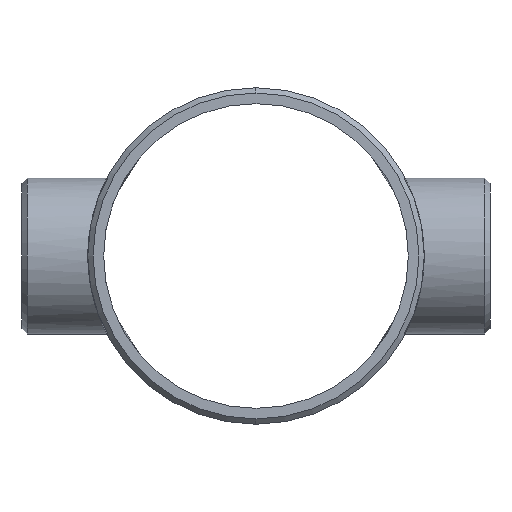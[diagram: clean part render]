
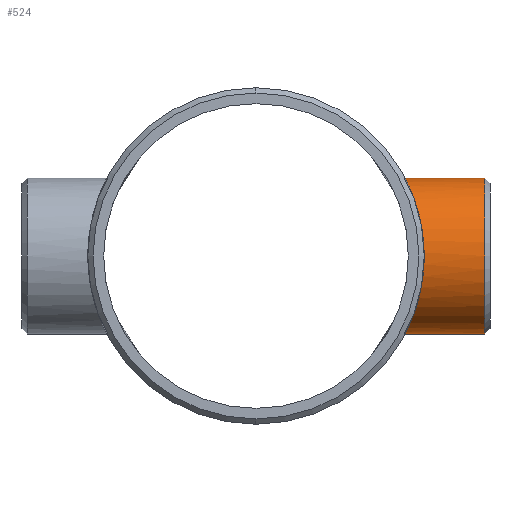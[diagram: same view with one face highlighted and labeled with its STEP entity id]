
A CAD part, left-side view. The second image highlights one B-rep face of the part: STEP entity #524.
In plain terms, the highlighted cylindrical face has radius 50.8 mm (diameter 101.6 mm), a partial arc.
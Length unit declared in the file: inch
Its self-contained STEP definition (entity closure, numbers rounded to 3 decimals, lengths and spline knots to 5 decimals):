
#2 = CARTESIAN_POINT ( 'NONE',  ( -1.98292, -4.3046, -0.26296 ) ) ;
#32 = CARTESIAN_POINT ( 'NONE',  ( -0.83223, -3.91017, 1.81892 ) ) ;
#39 = CARTESIAN_POINT ( 'NONE',  ( 0., -6., -2. ) ) ;
#44 = EDGE_CURVE ( 'NONE', #639, #679, #1066, .T. ) ;
#54 = LINE ( 'NONE', #431, #1188 ) ;
#65 = CARTESIAN_POINT ( 'NONE',  ( -1.69582, -4.18, -1.06225 ) ) ;
#87 = CARTESIAN_POINT ( 'NONE',  ( -1.29546, -4.03427, 1.52408 ) ) ;
#97 = CARTESIAN_POINT ( 'NONE',  ( -1.89583, -4.26494, -0.65038 ) ) ;
#105 = CARTESIAN_POINT ( 'NONE',  ( -1.7288, -4.19359, 1.00614 ) ) ;
#115 = VECTOR ( 'NONE', #830, 39.37008 ) ;
#135 = CARTESIAN_POINT ( 'NONE',  ( -0.36352, -3.83781, 1.96696 ) ) ;
#153 = CARTESIAN_POINT ( 'NONE',  ( -1.79104, -4.21964, -0.89064 ) ) ;
#160 = CARTESIAN_POINT ( 'NONE',  ( -1.97262, -4.29987, 0.33149 ) ) ;
#178 = EDGE_CURVE ( 'NONE', #804, #639, #54, .T. ) ;
#185 = CARTESIAN_POINT ( 'NONE',  ( -1.99667, -4.31095, 0.13315 ) ) ;
#191 = CARTESIAN_POINT ( 'NONE',  ( -1.93394, -4.2822, 0.52674 ) ) ;
#199 = CARTESIAN_POINT ( 'NONE',  ( -1.67764, -4.17275, 1.0893 ) ) ;
#226 = CARTESIAN_POINT ( 'NONE',  ( 0., -3.82069, 2. ) ) ;
#259 = CARTESIAN_POINT ( 'NONE',  ( -1.96681, -4.29721, 0.36434 ) ) ;
#282 = CARTESIAN_POINT ( 'NONE',  ( -0.26744, -3.82946, -1.98317 ) ) ;
#289 = CARTESIAN_POINT ( 'NONE',  ( -1.3916, -4.06617, 1.43683 ) ) ;
#298 = CARTESIAN_POINT ( 'NONE',  ( -1.58754, -4.13685, -1.2233 ) ) ;
#301 = AXIS2_PLACEMENT_3D ( 'NONE', #631, #755, #636 ) ;
#339 = ORIENTED_EDGE ( 'NONE', *, *, #650, .F. ) ;
#349 = CARTESIAN_POINT ( 'NONE',  ( -0.26504, -3.82973, 1.98264 ) ) ;
#353 = CARTESIAN_POINT ( 'NONE',  ( -1.22045, -4.0106, 1.58578 ) ) ;
#362 = CARTESIAN_POINT ( 'NONE',  ( -0.65099, -3.87394, -1.89561 ) ) ;
#393 = CARTESIAN_POINT ( 'NONE',  ( -0.13418, -3.82246, -1.99662 ) ) ;
#398 = CARTESIAN_POINT ( 'NONE',  ( -1.93447, -4.28244, -0.52491 ) ) ;
#431 = CARTESIAN_POINT ( 'NONE',  ( 0., -6., 2. ) ) ;
#437 = DIRECTION ( 'NONE',  ( 0., 1., 0. ) ) ;
#449 = CARTESIAN_POINT ( 'NONE',  ( -1.5057, -4.10578, 1.3227 ) ) ;
#457 = CARTESIAN_POINT ( 'NONE',  ( -1.50561, -4.10573, -1.32291 ) ) ;
#459 = CARTESIAN_POINT ( 'NONE',  ( 0., -5.86467, -2. ) ) ;
#469 = CARTESIAN_POINT ( 'NONE',  ( 0., -5.86467, 0. ) ) ;
#479 = AXIS2_PLACEMENT_3D ( 'NONE', #469, #1146, #761 ) ;
#485 = CARTESIAN_POINT ( 'NONE',  ( -1.222, -4.01004, -1.58849 ) ) ;
#490 = CARTESIAN_POINT ( 'NONE',  ( -1.79178, -4.21987, 0.89098 ) ) ;
#523 = CARTESIAN_POINT ( 'NONE',  ( -0.52539, -3.85449, 1.93428 ) ) ;
#524 = ADVANCED_FACE ( 'NONE', ( #850 ), #542, .T. ) ;
#529 = CARTESIAN_POINT ( 'NONE',  ( 0., -3.82069, 2. ) ) ;
#542 = CYLINDRICAL_SURFACE ( 'NONE', #301, 2. ) ;
#544 = CARTESIAN_POINT ( 'NONE',  ( -1.32007, -4.04224, 1.50282 ) ) ;
#550 = CARTESIAN_POINT ( 'NONE',  ( -1.9826, -4.30446, 0.26536 ) ) ;
#583 = CARTESIAN_POINT ( 'NONE',  ( -1.32147, -4.04184, -1.50687 ) ) ;
#593 = CARTESIAN_POINT ( 'NONE',  ( -1.97305, -4.30007, -0.32891 ) ) ;
#605 = EDGE_LOOP ( 'NONE', ( #646, #1046, #1263, #339 ) ) ;
#621 = CARTESIAN_POINT ( 'NONE',  ( -0.13219, -3.8224, 1.99674 ) ) ;
#631 = CARTESIAN_POINT ( 'NONE',  ( 0., -6., 0. ) ) ;
#636 = DIRECTION ( 'NONE',  ( 0., 0., -1. ) ) ;
#637 = CARTESIAN_POINT ( 'NONE',  ( 0., -3.82069, -2. ) ) ;
#639 = VERTEX_POINT ( 'NONE', #529 ) ;
#645 = CARTESIAN_POINT ( 'NONE',  ( -0.89134, -3.92318, 1.7907 ) ) ;
#646 = ORIENTED_EDGE ( 'NONE', *, *, #1158, .T. ) ;
#650 = EDGE_CURVE ( 'NONE', #1145, #679, #920, .T. ) ;
#669 = CARTESIAN_POINT ( 'NONE',  ( -1.81931, -4.23171, -0.83138 ) ) ;
#675 = CARTESIAN_POINT ( 'NONE',  ( -1.06156, -3.96509, 1.69625 ) ) ;
#679 = VERTEX_POINT ( 'NONE', #955 ) ;
#684 = CARTESIAN_POINT ( 'NONE',  ( -1.6951, -4.17981, 1.06193 ) ) ;
#734 = CARTESIAN_POINT ( 'NONE',  ( -0.33087, -3.83485, 1.97272 ) ) ;
#746 = CARTESIAN_POINT ( 'NONE',  ( -2.00003, -4.31252, -0.06499 ) ) ;
#755 = DIRECTION ( 'NONE',  ( 0., 1., 0. ) ) ;
#758 = CARTESIAN_POINT ( 'NONE',  ( -1.99997, -4.31248, 0.06708 ) ) ;
#761 = DIRECTION ( 'NONE',  ( 0., 0., -1. ) ) ;
#791 = CARTESIAN_POINT ( 'NONE',  ( -1.98674, -4.30637, 0.2323 ) ) ;
#797 = CARTESIAN_POINT ( 'NONE',  ( -0.83209, -3.9098, -1.81987 ) ) ;
#804 = VERTEX_POINT ( 'NONE', #983 ) ;
#830 = DIRECTION ( 'NONE',  ( 0., 1., 0. ) ) ;
#845 = CARTESIAN_POINT ( 'NONE',  ( -0.33294, -3.83463, -1.97319 ) ) ;
#850 = FACE_OUTER_BOUND ( 'NONE', #605, .T. ) ;
#875 = CARTESIAN_POINT ( 'NONE',  ( -0.89168, -3.92297, -1.79141 ) ) ;
#881 = CARTESIAN_POINT ( 'NONE',  ( -1.06164, -3.96511, -1.69619 ) ) ;
#888 = CARTESIAN_POINT ( 'NONE',  ( -1.99681, -4.31102, -0.131 ) ) ;
#915 = CARTESIAN_POINT ( 'NONE',  ( -0.23174, -3.82757, 1.98681 ) ) ;
#920 = LINE ( 'NONE', #39, #115 ) ;
#928 = CARTESIAN_POINT ( 'NONE',  ( -0.80212, -3.90387, 1.8324 ) ) ;
#941 = CARTESIAN_POINT ( 'NONE',  ( -1.72946, -4.19379, -1.00661 ) ) ;
#955 = CARTESIAN_POINT ( 'NONE',  ( 0., -3.82069, -2. ) ) ;
#966 = CARTESIAN_POINT ( 'NONE',  ( -1.77611, -4.21332, -0.92006 ) ) ;
#974 = CARTESIAN_POINT ( 'NONE',  ( -0.92041, -3.92989, 1.77592 ) ) ;
#982 = CARTESIAN_POINT ( 'NONE',  ( -1.00622, -3.95058, 1.72967 ) ) ;
#983 = CARTESIAN_POINT ( 'NONE',  ( 0., -5.86467, 2. ) ) ;
#1025 = CARTESIAN_POINT ( 'NONE',  ( -0.65062, -3.87387, 1.89577 ) ) ;
#1031 = CARTESIAN_POINT ( 'NONE',  ( -1.83269, -4.23748, -0.80145 ) ) ;
#1040 = CARTESIAN_POINT ( 'NONE',  ( -1.96726, -4.29741, -0.36192 ) ) ;
#1046 = ORIENTED_EDGE ( 'NONE', *, *, #178, .T. ) ;
#1060 = CARTESIAN_POINT ( 'NONE',  ( -1.74508, -4.20033, 0.97764 ) ) ;
#1066 = B_SPLINE_CURVE_WITH_KNOTS ( 'NONE', 3,
 ( #226, #1210, #621, #915, #349, #734, #135, #523, #1025, #928, #32, #645, #974, #982, #675, #1077, #353, #87, #544, #1130, #289, #449, #1068, #199, #684, #105, #1060, #490, #1254, #1171, #191, #259, #160, #550, #791, #185, #758, #746, #888, #1227, #2, #593, #1040, #398, #97, #1031, #669, #153, #966, #941, #65, #298, #457, #583, #485, #881, #1139, #875, #797, #362, #1261, #845, #282, #393, #1174, #637 ),
 .UNSPECIFIED., .F., .F.,
 ( 4, 2, 2, 2, 2, 2, 2, 2, 2, 2, 2, 2, 2, 2, 2, 2, 2, 2, 2, 2, 2, 2, 2, 2, 2, 2, 2, 2, 2, 2, 2, 2, 4 ),
 ( 0.16115, 0.16618, 0.1687, 0.17121, 0.18127, 0.18378, 0.1863, 0.19133, 0.19636, 0.19887, 0.20139, 0.21145, 0.21396, 0.21648, 0.22151, 0.23156, 0.23408, 0.23659, 0.24162, 0.24665, 0.24917, 0.25168, 0.26174, 0.26426, 0.26677, 0.2718, 0.28186, 0.29192, 0.29695, 0.30198, 0.31204, 0.31707, 0.3221 ),
 .UNSPECIFIED. ) ;
#1068 = CARTESIAN_POINT ( 'NONE',  ( -1.58737, -4.13679, 1.22352 ) ) ;
#1077 = CARTESIAN_POINT ( 'NONE',  ( -1.16867, -3.9951, 1.6243 ) ) ;
#1130 = CARTESIAN_POINT ( 'NONE',  ( -1.36818, -4.05821, 1.45916 ) ) ;
#1133 = CIRCLE ( 'NONE', #479, 2. ) ;
#1139 = CARTESIAN_POINT ( 'NONE',  ( -1.00631, -3.9506, -1.72962 ) ) ;
#1145 = VERTEX_POINT ( 'NONE', #459 ) ;
#1146 = DIRECTION ( 'NONE',  ( 0., 1., 0. ) ) ;
#1158 = EDGE_CURVE ( 'NONE', #1145, #804, #1133, .T. ) ;
#1171 = CARTESIAN_POINT ( 'NONE',  ( -1.89535, -4.26473, 0.65165 ) ) ;
#1174 = CARTESIAN_POINT ( 'NONE',  ( -0.06704, -3.82069, -2. ) ) ;
#1188 = VECTOR ( 'NONE', #437, 39.37008 ) ;
#1210 = CARTESIAN_POINT ( 'NONE',  ( -0.06601, -3.82069, 2. ) ) ;
#1227 = CARTESIAN_POINT ( 'NONE',  ( -1.98701, -4.30649, -0.22997 ) ) ;
#1254 = CARTESIAN_POINT ( 'NONE',  ( -1.81988, -4.23192, 0.83203 ) ) ;
#1261 = CARTESIAN_POINT ( 'NONE',  ( -0.52629, -3.85463, -1.93399 ) ) ;
#1263 = ORIENTED_EDGE ( 'NONE', *, *, #44, .T. ) ;
